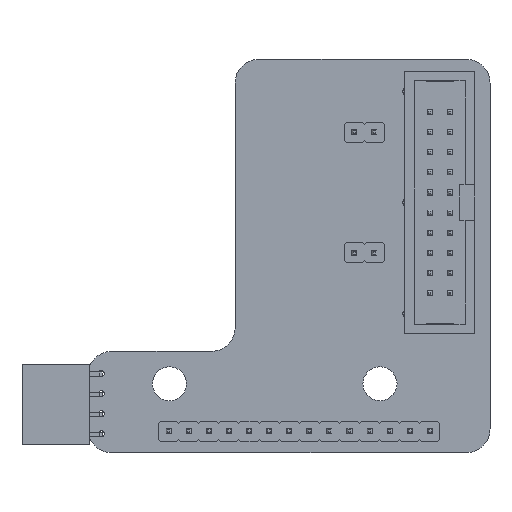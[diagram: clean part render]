
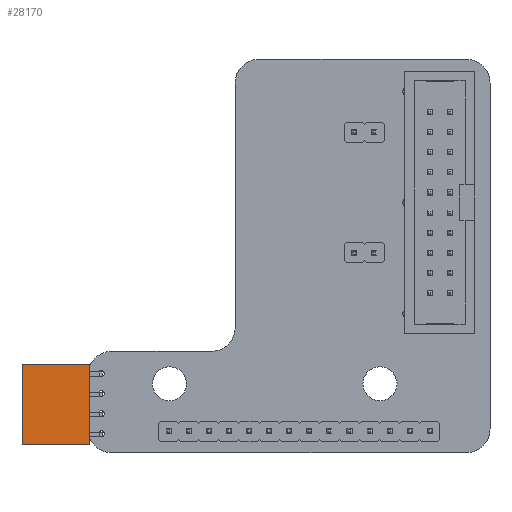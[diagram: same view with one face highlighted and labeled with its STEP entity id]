
A CAD part, top view. The second image highlights one B-rep face of the part: STEP entity #28170.
In plain terms, the highlighted planar face has unit normal (0, 0, 1).
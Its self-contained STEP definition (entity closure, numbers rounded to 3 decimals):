
#28170 = ADVANCED_FACE('',(#28171),#28185,.F.);
#28171 = FACE_BOUND('',#28172,.F.);
#28172 = EDGE_LOOP('',(#28173,#28208,#28236,#28264));
#28173 = ORIENTED_EDGE('',*,*,#28174,.T.);
#28174 = EDGE_CURVE('',#28175,#28177,#28179,.T.);
#28175 = VERTEX_POINT('',#28176);
#28176 = CARTESIAN_POINT('',(-1.52,-8.89,2.54));
#28177 = VERTEX_POINT('',#28178);
#28178 = CARTESIAN_POINT('',(-10.03,-8.89,2.54));
#28179 = SURFACE_CURVE('',#28180,(#28184,#28196),.PCURVE_S1.);
#28180 = LINE('',#28181,#28182);
#28181 = CARTESIAN_POINT('',(-1.52,-8.89,2.54));
#28182 = VECTOR('',#28183,1.);
#28183 = DIRECTION('',(-1.,0.,0.));
#28184 = PCURVE('',#28185,#28190);
#28185 = PLANE('',#28186);
#28186 = AXIS2_PLACEMENT_3D('',#28187,#28188,#28189);
#28187 = CARTESIAN_POINT('',(-1.52,-8.89,2.54));
#28188 = DIRECTION('',(0.,0.,-1.));
#28189 = DIRECTION('',(0.,1.,0.));
#28190 = DEFINITIONAL_REPRESENTATION('',(#28191),#28195);
#28191 = LINE('',#28192,#28193);
#28192 = CARTESIAN_POINT('',(0.,0.));
#28193 = VECTOR('',#28194,1.);
#28194 = DIRECTION('',(0.,-1.));
#28195 = ( GEOMETRIC_REPRESENTATION_CONTEXT(2) 
PARAMETRIC_REPRESENTATION_CONTEXT() REPRESENTATION_CONTEXT('2D SPACE',''
  ) );
#28196 = PCURVE('',#28197,#28202);
#28197 = PLANE('',#28198);
#28198 = AXIS2_PLACEMENT_3D('',#28199,#28200,#28201);
#28199 = CARTESIAN_POINT('',(-1.52,-8.89,0.));
#28200 = DIRECTION('',(0.,1.,0.));
#28201 = DIRECTION('',(0.,0.,1.));
#28202 = DEFINITIONAL_REPRESENTATION('',(#28203),#28207);
#28203 = LINE('',#28204,#28205);
#28204 = CARTESIAN_POINT('',(2.54,0.));
#28205 = VECTOR('',#28206,1.);
#28206 = DIRECTION('',(0.,-1.));
#28207 = ( GEOMETRIC_REPRESENTATION_CONTEXT(2) 
PARAMETRIC_REPRESENTATION_CONTEXT() REPRESENTATION_CONTEXT('2D SPACE',''
  ) );
#28208 = ORIENTED_EDGE('',*,*,#28209,.T.);
#28209 = EDGE_CURVE('',#28177,#28210,#28212,.T.);
#28210 = VERTEX_POINT('',#28211);
#28211 = CARTESIAN_POINT('',(-10.03,1.27,2.54));
#28212 = SURFACE_CURVE('',#28213,(#28217,#28224),.PCURVE_S1.);
#28213 = LINE('',#28214,#28215);
#28214 = CARTESIAN_POINT('',(-10.03,-8.89,2.54));
#28215 = VECTOR('',#28216,1.);
#28216 = DIRECTION('',(0.,1.,0.));
#28217 = PCURVE('',#28185,#28218);
#28218 = DEFINITIONAL_REPRESENTATION('',(#28219),#28223);
#28219 = LINE('',#28220,#28221);
#28220 = CARTESIAN_POINT('',(0.,-8.51));
#28221 = VECTOR('',#28222,1.);
#28222 = DIRECTION('',(1.,0.));
#28223 = ( GEOMETRIC_REPRESENTATION_CONTEXT(2) 
PARAMETRIC_REPRESENTATION_CONTEXT() REPRESENTATION_CONTEXT('2D SPACE',''
  ) );
#28224 = PCURVE('',#28225,#28230);
#28225 = PLANE('',#28226);
#28226 = AXIS2_PLACEMENT_3D('',#28227,#28228,#28229);
#28227 = CARTESIAN_POINT('',(-10.03,-8.89,2.54));
#28228 = DIRECTION('',(1.,0.,0.));
#28229 = DIRECTION('',(0.,-1.,0.));
#28230 = DEFINITIONAL_REPRESENTATION('',(#28231),#28235);
#28231 = LINE('',#28232,#28233);
#28232 = CARTESIAN_POINT('',(0.,-0.));
#28233 = VECTOR('',#28234,1.);
#28234 = DIRECTION('',(-1.,0.));
#28235 = ( GEOMETRIC_REPRESENTATION_CONTEXT(2) 
PARAMETRIC_REPRESENTATION_CONTEXT() REPRESENTATION_CONTEXT('2D SPACE',''
  ) );
#28236 = ORIENTED_EDGE('',*,*,#28237,.F.);
#28237 = EDGE_CURVE('',#28238,#28210,#28240,.T.);
#28238 = VERTEX_POINT('',#28239);
#28239 = CARTESIAN_POINT('',(-1.52,1.27,2.54));
#28240 = SURFACE_CURVE('',#28241,(#28245,#28252),.PCURVE_S1.);
#28241 = LINE('',#28242,#28243);
#28242 = CARTESIAN_POINT('',(-1.52,1.27,2.54));
#28243 = VECTOR('',#28244,1.);
#28244 = DIRECTION('',(-1.,0.,0.));
#28245 = PCURVE('',#28185,#28246);
#28246 = DEFINITIONAL_REPRESENTATION('',(#28247),#28251);
#28247 = LINE('',#28248,#28249);
#28248 = CARTESIAN_POINT('',(10.16,0.));
#28249 = VECTOR('',#28250,1.);
#28250 = DIRECTION('',(0.,-1.));
#28251 = ( GEOMETRIC_REPRESENTATION_CONTEXT(2) 
PARAMETRIC_REPRESENTATION_CONTEXT() REPRESENTATION_CONTEXT('2D SPACE',''
  ) );
#28252 = PCURVE('',#28253,#28258);
#28253 = PLANE('',#28254);
#28254 = AXIS2_PLACEMENT_3D('',#28255,#28256,#28257);
#28255 = CARTESIAN_POINT('',(-1.52,1.27,2.54));
#28256 = DIRECTION('',(0.,-1.,0.));
#28257 = DIRECTION('',(0.,0.,-1.));
#28258 = DEFINITIONAL_REPRESENTATION('',(#28259),#28263);
#28259 = LINE('',#28260,#28261);
#28260 = CARTESIAN_POINT('',(-0.,0.));
#28261 = VECTOR('',#28262,1.);
#28262 = DIRECTION('',(0.,-1.));
#28263 = ( GEOMETRIC_REPRESENTATION_CONTEXT(2) 
PARAMETRIC_REPRESENTATION_CONTEXT() REPRESENTATION_CONTEXT('2D SPACE',''
  ) );
#28264 = ORIENTED_EDGE('',*,*,#28265,.F.);
#28265 = EDGE_CURVE('',#28175,#28238,#28266,.T.);
#28266 = SURFACE_CURVE('',#28267,(#28271,#28278),.PCURVE_S1.);
#28267 = LINE('',#28268,#28269);
#28268 = CARTESIAN_POINT('',(-1.52,-8.89,2.54));
#28269 = VECTOR('',#28270,1.);
#28270 = DIRECTION('',(0.,1.,0.));
#28271 = PCURVE('',#28185,#28272);
#28272 = DEFINITIONAL_REPRESENTATION('',(#28273),#28277);
#28273 = LINE('',#28274,#28275);
#28274 = CARTESIAN_POINT('',(0.,0.));
#28275 = VECTOR('',#28276,1.);
#28276 = DIRECTION('',(1.,0.));
#28277 = ( GEOMETRIC_REPRESENTATION_CONTEXT(2) 
PARAMETRIC_REPRESENTATION_CONTEXT() REPRESENTATION_CONTEXT('2D SPACE',''
  ) );
#28278 = PCURVE('',#28279,#28284);
#28279 = PLANE('',#28280);
#28280 = AXIS2_PLACEMENT_3D('',#28281,#28282,#28283);
#28281 = CARTESIAN_POINT('',(-1.52,-8.89,2.54));
#28282 = DIRECTION('',(1.,0.,0.));
#28283 = DIRECTION('',(0.,-1.,0.));
#28284 = DEFINITIONAL_REPRESENTATION('',(#28285),#28289);
#28285 = LINE('',#28286,#28287);
#28286 = CARTESIAN_POINT('',(0.,-0.));
#28287 = VECTOR('',#28288,1.);
#28288 = DIRECTION('',(-1.,0.));
#28289 = ( GEOMETRIC_REPRESENTATION_CONTEXT(2) 
PARAMETRIC_REPRESENTATION_CONTEXT() REPRESENTATION_CONTEXT('2D SPACE',''
  ) );
